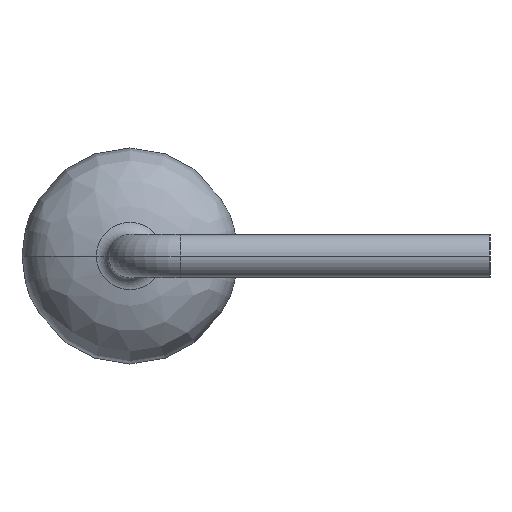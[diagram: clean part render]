
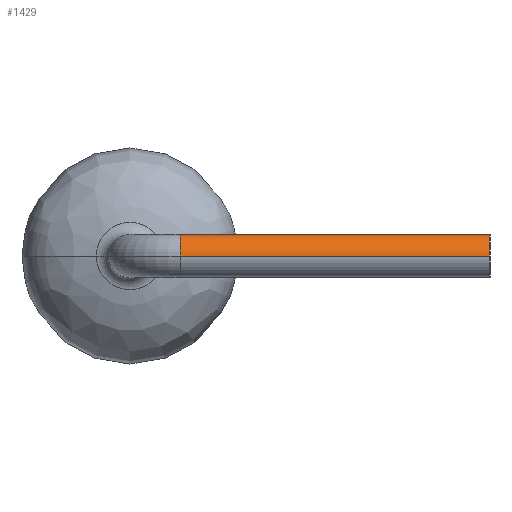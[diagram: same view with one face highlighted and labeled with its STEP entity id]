
A CAD part, left-side view. The second image highlights one B-rep face of the part: STEP entity #1429.
In plain terms, the highlighted cylindrical face has radius 0.3 mm (diameter 0.6 mm), a partial arc.
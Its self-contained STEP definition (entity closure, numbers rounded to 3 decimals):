
#142 = VECTOR ( 'NONE', #1347, 1000. ) ;
#143 = CARTESIAN_POINT ( 'NONE',  ( -5.8, -0.7, 0. ) ) ;
#171 = EDGE_CURVE ( 'NONE', #2063, #954, #1868, .T. ) ;
#243 = AXIS2_PLACEMENT_3D ( 'NONE', #564, #1443, #1814 ) ;
#281 = VERTEX_POINT ( 'NONE', #657 ) ;
#286 = DIRECTION ( 'NONE',  ( 1., 0., 0. ) ) ;
#321 = EDGE_CURVE ( 'NONE', #281, #954, #1002, .T. ) ;
#423 = CARTESIAN_POINT ( 'NONE',  ( -5.2, -0.7, 0. ) ) ;
#434 = ORIENTED_EDGE ( 'NONE', *, *, #2115, .F. ) ;
#440 = DIRECTION ( 'NONE',  ( 0., -1., 0. ) ) ;
#467 = AXIS2_PLACEMENT_3D ( 'NONE', #1966, #440, #286 ) ;
#564 = CARTESIAN_POINT ( 'NONE',  ( -5.5, -5., 0. ) ) ;
#657 = CARTESIAN_POINT ( 'NONE',  ( -5.8, -0.7, 0. ) ) ;
#778 = VECTOR ( 'NONE', #1475, 1000. ) ;
#786 = CARTESIAN_POINT ( 'NONE',  ( -5.2, -0.7, 0. ) ) ;
#823 = DIRECTION ( 'NONE',  ( 1., 0., 0. ) ) ;
#954 = VERTEX_POINT ( 'NONE', #1285 ) ;
#1002 = LINE ( 'NONE', #143, #142 ) ;
#1021 = EDGE_LOOP ( 'NONE', ( #2055, #1366, #1570, #434 ) ) ;
#1220 = CIRCLE ( 'NONE', #1537, 0.3 ) ;
#1257 = FACE_OUTER_BOUND ( 'NONE', #1021, .T. ) ;
#1270 = LINE ( 'NONE', #423, #778 ) ;
#1285 = CARTESIAN_POINT ( 'NONE',  ( -5.8, -5., 0. ) ) ;
#1347 = DIRECTION ( 'NONE',  ( 0., -1., 0. ) ) ;
#1366 = ORIENTED_EDGE ( 'NONE', *, *, #321, .T. ) ;
#1429 = ADVANCED_FACE ( 'NONE', ( #1257 ), #1953, .T. ) ;
#1443 = DIRECTION ( 'NONE',  ( 0., -1., 0. ) ) ;
#1475 = DIRECTION ( 'NONE',  ( 0., -1., 0. ) ) ;
#1537 = AXIS2_PLACEMENT_3D ( 'NONE', #2086, #2007, #823 ) ;
#1570 = ORIENTED_EDGE ( 'NONE', *, *, #171, .F. ) ;
#1760 = EDGE_CURVE ( 'NONE', #2037, #281, #1220, .T. ) ;
#1814 = DIRECTION ( 'NONE',  ( 1., 0., 0. ) ) ;
#1868 = CIRCLE ( 'NONE', #243, 0.3 ) ;
#1953 = CYLINDRICAL_SURFACE ( 'NONE', #467, 0.3 ) ;
#1966 = CARTESIAN_POINT ( 'NONE',  ( -5.5, -0.7, 0. ) ) ;
#2007 = DIRECTION ( 'NONE',  ( 0., -1., 0. ) ) ;
#2037 = VERTEX_POINT ( 'NONE', #786 ) ;
#2055 = ORIENTED_EDGE ( 'NONE', *, *, #1760, .T. ) ;
#2063 = VERTEX_POINT ( 'NONE', #2150 ) ;
#2086 = CARTESIAN_POINT ( 'NONE',  ( -5.5, -0.7, 0. ) ) ;
#2115 = EDGE_CURVE ( 'NONE', #2037, #2063, #1270, .T. ) ;
#2150 = CARTESIAN_POINT ( 'NONE',  ( -5.2, -5., 0. ) ) ;
